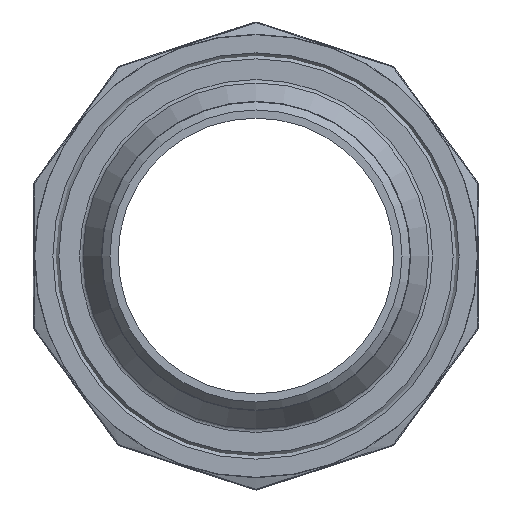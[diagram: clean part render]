
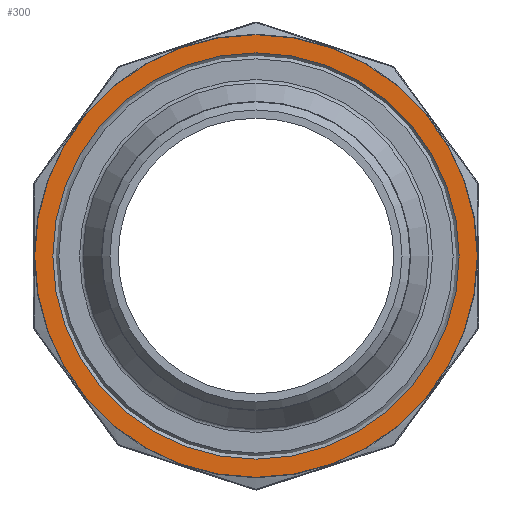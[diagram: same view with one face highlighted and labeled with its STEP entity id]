
A CAD part, left-side view. The second image highlights one B-rep face of the part: STEP entity #300.
In plain terms, the highlighted planar face has unit normal (-1, 0, 0).
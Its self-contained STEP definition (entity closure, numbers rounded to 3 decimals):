
#300 = ADVANCED_FACE ( 'NONE', ( #1422, #6863 ), #9553, .T. ) ;
#813 = VERTEX_POINT ( 'NONE', #6360 ) ;
#1422 = FACE_OUTER_BOUND ( 'NONE', #16150, .T. ) ;
#2403 = AXIS2_PLACEMENT_3D ( 'NONE', #15876, #9178, #16047 ) ;
#3142 = EDGE_CURVE ( 'NONE', #813, #813, #8184, .T. ) ;
#3782 = ORIENTED_EDGE ( 'NONE', *, *, #12257, .T. ) ;
#5322 = DIRECTION ( 'NONE',  ( 0., -1., 0. ) ) ;
#5554 = DIRECTION ( 'NONE',  ( -1., 0., 0. ) ) ;
#5736 = ORIENTED_EDGE ( 'NONE', *, *, #3142, .T. ) ;
#5821 = DIRECTION ( 'NONE',  ( 0., -1., 0. ) ) ;
#6360 = CARTESIAN_POINT ( 'NONE',  ( -18., 50.165, 0. ) ) ;
#6863 = FACE_BOUND ( 'NONE', #13702, .T. ) ;
#8184 = CIRCLE ( 'NONE', #2403, 50.165 ) ;
#8325 = VERTEX_POINT ( 'NONE', #13867 ) ;
#9178 = DIRECTION ( 'NONE',  ( 1., 0., 0. ) ) ;
#9527 = AXIS2_PLACEMENT_3D ( 'NONE', #12274, #13731, #5322 ) ;
#9553 = PLANE ( 'NONE',  #9527 ) ;
#12257 = EDGE_CURVE ( 'NONE', #8325, #8325, #14749, .T. ) ;
#12274 = CARTESIAN_POINT ( 'NONE',  ( -18., 63.685, 0. ) ) ;
#13702 = EDGE_LOOP ( 'NONE', ( #5736 ) ) ;
#13731 = DIRECTION ( 'NONE',  ( -1., 0., 0. ) ) ;
#13867 = CARTESIAN_POINT ( 'NONE',  ( -18., -54.647, 0. ) ) ;
#14205 = AXIS2_PLACEMENT_3D ( 'NONE', #16652, #5554, #5821 ) ;
#14749 = CIRCLE ( 'NONE', #14205, 54.647 ) ;
#15876 = CARTESIAN_POINT ( 'NONE',  ( -18., 0., 0. ) ) ;
#16047 = DIRECTION ( 'NONE',  ( 0., 1., 0. ) ) ;
#16150 = EDGE_LOOP ( 'NONE', ( #3782 ) ) ;
#16652 = CARTESIAN_POINT ( 'NONE',  ( -18., 0., 0. ) ) ;
